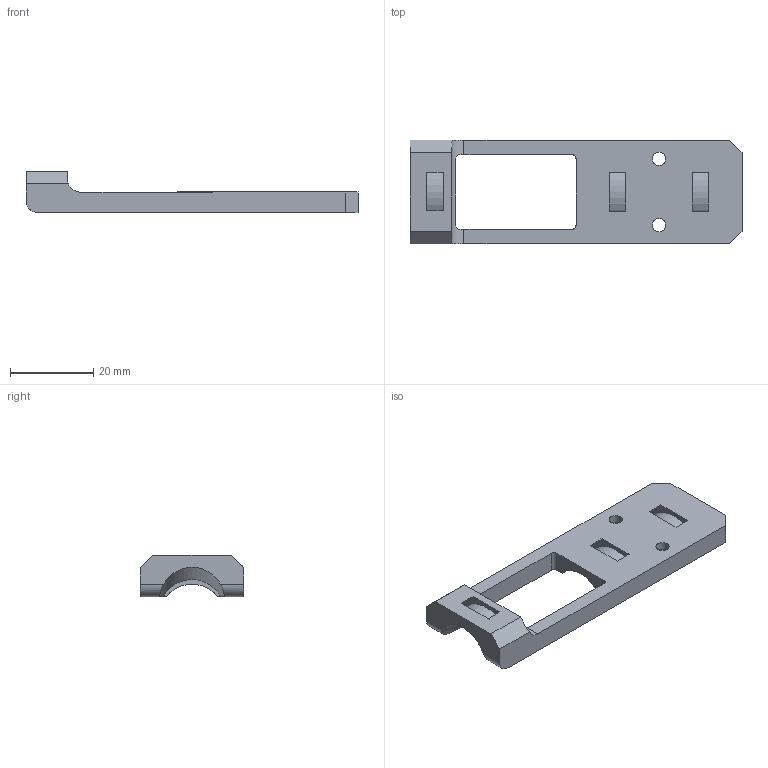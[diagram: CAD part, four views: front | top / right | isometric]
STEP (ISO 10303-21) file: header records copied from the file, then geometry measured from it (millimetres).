
FILE_DESCRIPTION(('FreeCAD Model'),'2;1');
FILE_NAME('NEW-wire-fastener-x1.step', '2020-05-23T19:31:00',('Author'),(''), 'Open CASCADE STEP processor 7.3','FreeCAD','Unknown');
FILE_SCHEMA(('AUTOMOTIVE_DESIGN { 1 0 10303 214 1 1 1 1 }'));
Length unit declared in the file: millimetre
Products named in the file (1): fastener
Bounding box: 80 x 25 x 10 mm (x, y, z)
Volume: 6070 mm3; surface area: 5327.4 mm2
Topology: 1 solids, 1 shells, 47 faces, 152 edges, 102 vertices
Faces by surface type: plane 25, cylinder 22
Full cylindrical faces by diameter (mm): 3.2 x2, 6.4 x2
Entity records: 4912 total; most frequent: CARTESIAN_POINT 1672, DIRECTION 508, ORIENTED_EDGE 304, PCURVE 304, DEFINITIONAL_REPRESENTATION 304, LINE 277, VECTOR 277, EDGE_CURVE 152
